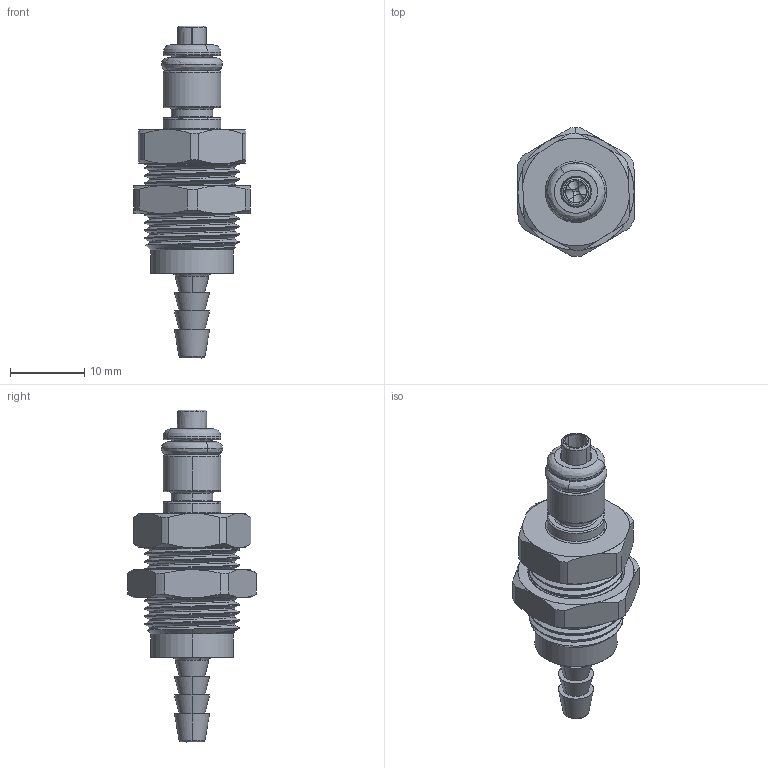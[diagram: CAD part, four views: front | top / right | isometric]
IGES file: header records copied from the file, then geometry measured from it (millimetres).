
Start section: SolidWorks IGES file using analytic representation for surfaces
Global section: file name: E-Q2V-PPM-1-SS-V1.IGS; native system: SolidWorks 2021; preprocessor: SolidWorks 2021; author: WTsang; date: 221102.135001; units: inch
Bounding box: 15.75 x 17.4 x 44.83 mm (x, y, z)
Surface area: 3240.8 mm2 (no closed solid volume)
Topology: 0 solids, 0 shells, 225 faces, 3691 edges, 3689 vertices
Faces by surface type: revolution 114, bspline 111
